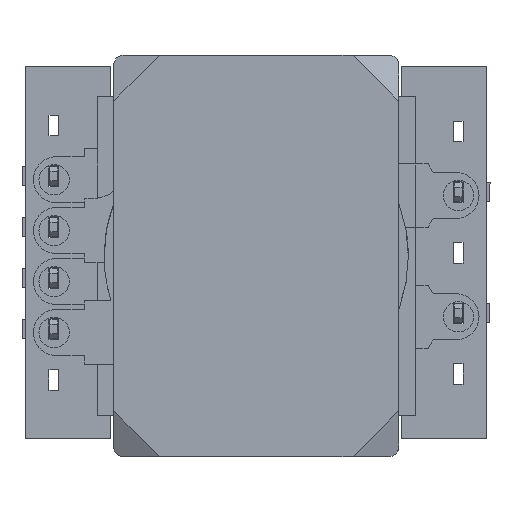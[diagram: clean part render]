
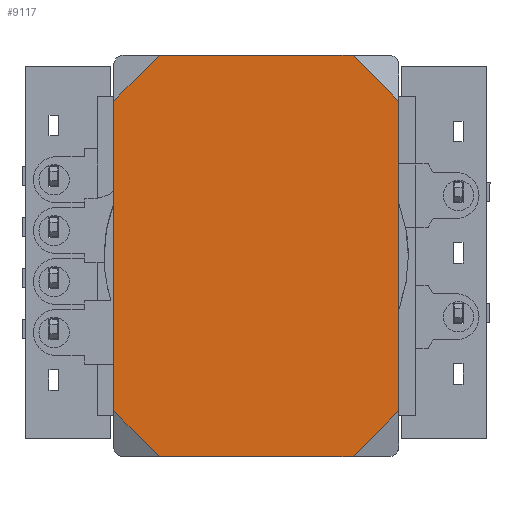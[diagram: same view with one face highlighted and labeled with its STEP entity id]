
A CAD part, top view. The second image highlights one B-rep face of the part: STEP entity #9117.
In plain terms, the highlighted planar face has unit normal (0, 0, 1).
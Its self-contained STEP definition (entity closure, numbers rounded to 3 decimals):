
#135 = CARTESIAN_POINT ( 'NONE',  ( 0., 0., 0. ) ) ;
#331 = CARTESIAN_POINT ( 'NONE',  ( 0., 0., 0. ) ) ;
#480 = CARTESIAN_POINT ( 'NONE',  ( 1.435, -1.435, 0. ) ) ;
#540 = DIRECTION ( 'NONE',  ( 1., 0., 0. ) ) ;
#625 = EDGE_CURVE ( 'NONE', #9519, #6754, #6046, .T. ) ;
#773 = DIRECTION ( 'NONE',  ( 0., -1., 0. ) ) ;
#807 = ORIENTED_EDGE ( 'NONE', *, *, #5463, .T. ) ;
#884 = CARTESIAN_POINT ( 'NONE',  ( 17.9, 0., 0. ) ) ;
#967 = CARTESIAN_POINT ( 'NONE',  ( 0., -2.87, 0. ) ) ;
#998 = VECTOR ( 'NONE', #2234, 1000. ) ;
#1075 = LINE ( 'NONE', #4124, #5469 ) ;
#1165 = ORIENTED_EDGE ( 'NONE', *, *, #5853, .T. ) ;
#1269 = DIRECTION ( 'NONE',  ( -0.707, -0.707, 0. ) ) ;
#1870 = FACE_OUTER_BOUND ( 'NONE', #8334, .T. ) ;
#2002 = DIRECTION ( 'NONE',  ( -0.707, 0.707, 0. ) ) ;
#2169 = DIRECTION ( 'NONE',  ( 0.707, -0.707, 0. ) ) ;
#2234 = DIRECTION ( 'NONE',  ( 0., 1., 0. ) ) ;
#2697 = LINE ( 'NONE', #5205, #6453 ) ;
#2751 = CARTESIAN_POINT ( 'NONE',  ( 2.87, -25.2, 0. ) ) ;
#2787 = VECTOR ( 'NONE', #6840, 1000. ) ;
#2793 = AXIS2_PLACEMENT_3D ( 'NONE', #331, #7315, #9526 ) ;
#2865 = VERTEX_POINT ( 'NONE', #5095 ) ;
#3165 = VERTEX_POINT ( 'NONE', #5824 ) ;
#3378 = VECTOR ( 'NONE', #1269, 1000. ) ;
#3383 = EDGE_CURVE ( 'NONE', #4643, #2865, #8274, .T. ) ;
#3570 = ORIENTED_EDGE ( 'NONE', *, *, #625, .T. ) ;
#3718 = EDGE_CURVE ( 'NONE', #9506, #7688, #4475, .T. ) ;
#4124 = CARTESIAN_POINT ( 'NONE',  ( 0., 0., 0. ) ) ;
#4329 = CARTESIAN_POINT ( 'NONE',  ( 0., -25.2, 0. ) ) ;
#4397 = VERTEX_POINT ( 'NONE', #8779 ) ;
#4475 = LINE ( 'NONE', #4329, #7922 ) ;
#4540 = EDGE_CURVE ( 'NONE', #2865, #9506, #7544, .T. ) ;
#4643 = VERTEX_POINT ( 'NONE', #967 ) ;
#4963 = PLANE ( 'NONE',  #2793 ) ;
#5095 = CARTESIAN_POINT ( 'NONE',  ( 0., -22.33, 0. ) ) ;
#5142 = VECTOR ( 'NONE', #2169, 1000. ) ;
#5205 = CARTESIAN_POINT ( 'NONE',  ( 7.515, 7.515, 0. ) ) ;
#5235 = LINE ( 'NONE', #7512, #2787 ) ;
#5262 = ORIENTED_EDGE ( 'NONE', *, *, #7741, .T. ) ;
#5307 = ORIENTED_EDGE ( 'NONE', *, *, #3718, .T. ) ;
#5463 = EDGE_CURVE ( 'NONE', #3165, #4643, #7321, .T. ) ;
#5469 = VECTOR ( 'NONE', #7163, 1000. ) ;
#5813 = ORIENTED_EDGE ( 'NONE', *, *, #3383, .T. ) ;
#5824 = CARTESIAN_POINT ( 'NONE',  ( 2.87, 0., 0. ) ) ;
#5853 = EDGE_CURVE ( 'NONE', #4397, #3165, #1075, .T. ) ;
#5927 = CARTESIAN_POINT ( 'NONE',  ( -11.165, -11.165, 0. ) ) ;
#6046 = LINE ( 'NONE', #884, #998 ) ;
#6386 = CARTESIAN_POINT ( 'NONE',  ( 15.03, -25.2, 0. ) ) ;
#6453 = VECTOR ( 'NONE', #2002, 1000. ) ;
#6754 = VERTEX_POINT ( 'NONE', #7311 ) ;
#6840 = DIRECTION ( 'NONE',  ( 0.707, 0.707, 0. ) ) ;
#7079 = EDGE_CURVE ( 'NONE', #6754, #4397, #2697, .T. ) ;
#7163 = DIRECTION ( 'NONE',  ( -1., 0., 0. ) ) ;
#7311 = CARTESIAN_POINT ( 'NONE',  ( 17.9, -2.87, 0. ) ) ;
#7315 = DIRECTION ( 'NONE',  ( 0., 0., 1. ) ) ;
#7321 = LINE ( 'NONE', #480, #3378 ) ;
#7512 = CARTESIAN_POINT ( 'NONE',  ( 20.115, -20.115, 0. ) ) ;
#7544 = LINE ( 'NONE', #5927, #5142 ) ;
#7688 = VERTEX_POINT ( 'NONE', #6386 ) ;
#7741 = EDGE_CURVE ( 'NONE', #7688, #9519, #5235, .T. ) ;
#7751 = ORIENTED_EDGE ( 'NONE', *, *, #4540, .T. ) ;
#7922 = VECTOR ( 'NONE', #540, 1000. ) ;
#8234 = VECTOR ( 'NONE', #773, 1000. ) ;
#8274 = LINE ( 'NONE', #135, #8234 ) ;
#8334 = EDGE_LOOP ( 'NONE', ( #5307, #5262, #3570, #8962, #1165, #807, #5813, #7751 ) ) ;
#8779 = CARTESIAN_POINT ( 'NONE',  ( 15.03, 0., 0. ) ) ;
#8962 = ORIENTED_EDGE ( 'NONE', *, *, #7079, .T. ) ;
#9117 = ADVANCED_FACE ( 'NONE', ( #1870 ), #4963, .T. ) ;
#9466 = CARTESIAN_POINT ( 'NONE',  ( 17.9, -22.33, 0. ) ) ;
#9506 = VERTEX_POINT ( 'NONE', #2751 ) ;
#9519 = VERTEX_POINT ( 'NONE', #9466 ) ;
#9526 = DIRECTION ( 'NONE',  ( 1., 0., 0. ) ) ;
